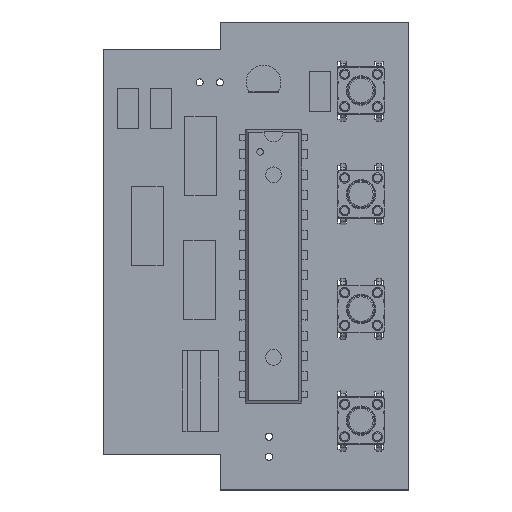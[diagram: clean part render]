
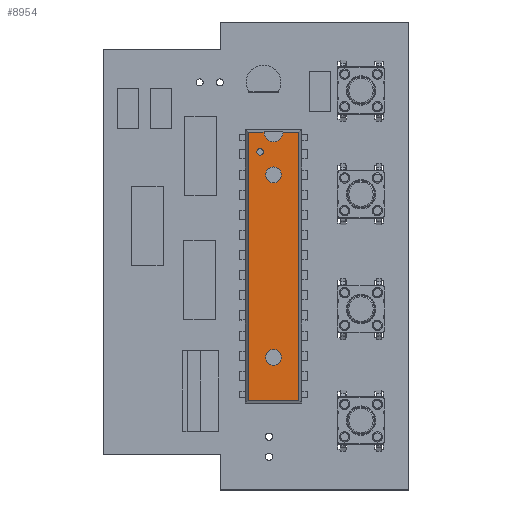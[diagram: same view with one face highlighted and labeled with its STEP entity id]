
A CAD part, top view. The second image highlights one B-rep face of the part: STEP entity #8954.
In plain terms, the highlighted face is planar.
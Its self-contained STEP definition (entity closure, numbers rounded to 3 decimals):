
#8631 = VERTEX_POINT('',#8632);
#8632 = CARTESIAN_POINT('',(16.912,2.032,-3.198));
#8638 = EDGE_CURVE('',#8639,#8631,#8641,.T.);
#8639 = VERTEX_POINT('',#8640);
#8640 = CARTESIAN_POINT('',(16.912,2.032,3.198));
#8641 = LINE('',#8642,#8643);
#8642 = CARTESIAN_POINT('',(16.912,2.032,0.));
#8643 = VECTOR('',#8644,1.);
#8644 = DIRECTION('',(0.,0.,-1.));
#8760 = VERTEX_POINT('',#8761);
#8761 = CARTESIAN_POINT('',(-16.912,2.032,-3.198));
#8767 = EDGE_CURVE('',#8631,#8760,#8768,.T.);
#8768 = LINE('',#8769,#8770);
#8769 = CARTESIAN_POINT('',(0.,2.032,-3.198));
#8770 = VECTOR('',#8771,1.);
#8771 = DIRECTION('',(-1.,0.,0.));
#8782 = EDGE_CURVE('',#8783,#8785,#8787,.T.);
#8783 = VERTEX_POINT('',#8784);
#8784 = CARTESIAN_POINT('',(-16.912,2.032,1.2));
#8785 = VERTEX_POINT('',#8786);
#8786 = CARTESIAN_POINT('',(-16.912,2.032,3.198));
#8787 = LINE('',#8788,#8789);
#8788 = CARTESIAN_POINT('',(-16.912,2.032,0.));
#8789 = VECTOR('',#8790,1.);
#8790 = DIRECTION('',(0.,0.,1.));
#8809 = VERTEX_POINT('',#8810);
#8810 = CARTESIAN_POINT('',(-16.912,2.032,-1.2));
#8816 = EDGE_CURVE('',#8760,#8809,#8817,.T.);
#8817 = LINE('',#8818,#8819);
#8818 = CARTESIAN_POINT('',(-16.912,2.032,0.));
#8819 = VECTOR('',#8820,1.);
#8820 = DIRECTION('',(0.,0.,1.));
#8943 = EDGE_CURVE('',#8785,#8639,#8944,.T.);
#8944 = LINE('',#8945,#8946);
#8945 = CARTESIAN_POINT('',(0.,2.032,3.198));
#8946 = VECTOR('',#8947,1.);
#8947 = DIRECTION('',(1.,0.,0.));
#8954 = ADVANCED_FACE('',(#8955,#8966,#8977,#8988),#9002,.F.);
#8955 = FACE_BOUND('',#8956,.T.);
#8956 = EDGE_LOOP('',(#8957));
#8957 = ORIENTED_EDGE('',*,*,#8958,.F.);
#8958 = EDGE_CURVE('',#8959,#8959,#8961,.T.);
#8959 = VERTEX_POINT('',#8960);
#8960 = CARTESIAN_POINT('',(-14.412,2.032,2.098));
#8961 = CIRCLE('',#8962,0.4);
#8962 = AXIS2_PLACEMENT_3D('',#8963,#8964,#8965);
#8963 = CARTESIAN_POINT('',(-14.412,2.032,1.698));
#8964 = DIRECTION('',(0.,1.,0.));
#8965 = DIRECTION('',(0.,0.,1.));
#8966 = FACE_BOUND('',#8967,.T.);
#8967 = EDGE_LOOP('',(#8968));
#8968 = ORIENTED_EDGE('',*,*,#8969,.T.);
#8969 = EDGE_CURVE('',#8970,#8970,#8972,.T.);
#8970 = VERTEX_POINT('',#8971);
#8971 = CARTESIAN_POINT('',(11.512,2.032,1.));
#8972 = CIRCLE('',#8973,1.);
#8973 = AXIS2_PLACEMENT_3D('',#8974,#8975,#8976);
#8974 = CARTESIAN_POINT('',(11.512,2.032,0.));
#8975 = DIRECTION('',(0.,-1.,0.));
#8976 = DIRECTION('',(0.,0.,1.));
#8977 = FACE_BOUND('',#8978,.T.);
#8978 = EDGE_LOOP('',(#8979));
#8979 = ORIENTED_EDGE('',*,*,#8980,.F.);
#8980 = EDGE_CURVE('',#8981,#8981,#8983,.T.);
#8981 = VERTEX_POINT('',#8982);
#8982 = CARTESIAN_POINT('',(-11.512,2.032,1.));
#8983 = CIRCLE('',#8984,1.);
#8984 = AXIS2_PLACEMENT_3D('',#8985,#8986,#8987);
#8985 = CARTESIAN_POINT('',(-11.512,2.032,0.));
#8986 = DIRECTION('',(0.,1.,0.));
#8987 = DIRECTION('',(0.,0.,1.));
#8988 = FACE_BOUND('',#8989,.T.);
#8989 = EDGE_LOOP('',(#8990,#8991,#8998,#8999,#9000,#9001));
#8990 = ORIENTED_EDGE('',*,*,#8816,.T.);
#8991 = ORIENTED_EDGE('',*,*,#8992,.F.);
#8992 = EDGE_CURVE('',#8783,#8809,#8993,.T.);
#8993 = CIRCLE('',#8994,1.2);
#8994 = AXIS2_PLACEMENT_3D('',#8995,#8996,#8997);
#8995 = CARTESIAN_POINT('',(-16.912,2.032,0.));
#8996 = DIRECTION('',(0.,1.,0.));
#8997 = DIRECTION('',(0.,0.,-1.));
#8998 = ORIENTED_EDGE('',*,*,#8782,.T.);
#8999 = ORIENTED_EDGE('',*,*,#8943,.T.);
#9000 = ORIENTED_EDGE('',*,*,#8638,.T.);
#9001 = ORIENTED_EDGE('',*,*,#8767,.T.);
#9002 = PLANE('',#9003);
#9003 = AXIS2_PLACEMENT_3D('',#9004,#9005,#9006);
#9004 = CARTESIAN_POINT('',(0.,2.032,0.));
#9005 = DIRECTION('',(0.,-1.,0.));
#9006 = DIRECTION('',(0.,0.,-1.));
